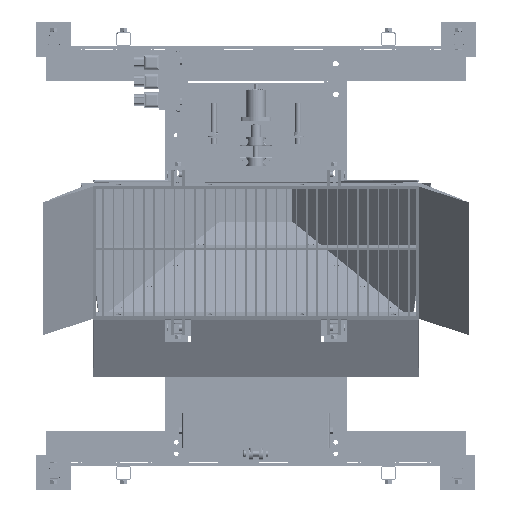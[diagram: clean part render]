
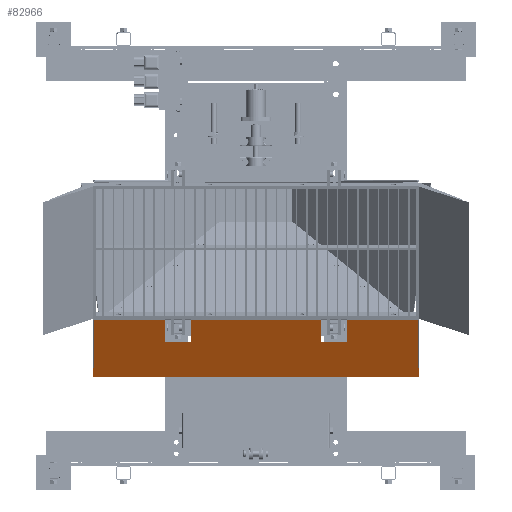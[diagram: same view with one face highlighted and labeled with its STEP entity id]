
A CAD part, top view. The second image highlights one B-rep face of the part: STEP entity #82966.
In plain terms, the highlighted planar face has unit normal (0, -0.481, 0.876).
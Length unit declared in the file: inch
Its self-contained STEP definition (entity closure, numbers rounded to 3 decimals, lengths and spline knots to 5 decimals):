
#29740=VERTEX_POINT('',#136373);
#29741=VERTEX_POINT('',#136374);
#29756=VERTEX_POINT('',#136405);
#29763=VERTEX_POINT('',#136424);
#29765=VERTEX_POINT('',#136428);
#29766=VERTEX_POINT('',#136429);
#29775=VERTEX_POINT('',#136457);
#29779=VERTEX_POINT('',#136466);
#29780=VERTEX_POINT('',#136470);
#29785=VERTEX_POINT('',#136484);
#29786=VERTEX_POINT('',#136486);
#29787=VERTEX_POINT('',#136491);
#36250=VECTOR('',#103881,1.);
#36264=VECTOR('',#103899,1.);
#36269=VECTOR('',#103918,1.);
#36271=VECTOR('',#103925,1.);
#36286=VECTOR('',#103948,1.);
#36287=VECTOR('',#103950,1.);
#36292=VECTOR('',#103956,1.);
#36294=VECTOR('',#103961,1.);
#36296=VECTOR('',#103964,1.);
#36297=VECTOR('',#103965,1.);
#42765=LINE('',#136372,#36250);
#42779=LINE('',#136406,#36264);
#42784=LINE('',#136425,#36269);
#42786=LINE('',#136435,#36271);
#42801=LINE('',#136467,#36286);
#42802=LINE('',#136469,#36287);
#42807=LINE('',#136480,#36292);
#42809=LINE('',#136485,#36294);
#42811=LINE('',#136489,#36296);
#42812=LINE('',#136490,#36297);
#52070=EDGE_CURVE('',#29740,#29741,#42765,.T.);
#52087=EDGE_CURVE('',#29741,#29756,#42779,.T.);
#52098=EDGE_CURVE('',#29763,#29756,#42784,.T.);
#52100=EDGE_CURVE('',#29765,#29766,#42784,.T.);
#52104=EDGE_CURVE('',#29765,#29740,#42786,.T.);
#52123=EDGE_CURVE('',#29775,#29779,#42801,.T.);
#52124=EDGE_CURVE('',#29779,#29780,#42802,.T.);
#52133=EDGE_CURVE('',#29780,#29766,#42807,.T.);
#52136=EDGE_CURVE('',#29785,#29786,#42809,.T.);
#52138=EDGE_CURVE('',#29786,#29763,#42811,.T.);
#52139=EDGE_CURVE('',#29787,#29785,#42812,.T.);
#52140=EDGE_CURVE('',#29775,#29787,#42784,.T.);
#70755=ORIENTED_EDGE('',*,*,#52087,.T.);
#70756=ORIENTED_EDGE('',*,*,#52098,.F.);
#70757=ORIENTED_EDGE('',*,*,#52138,.F.);
#70758=ORIENTED_EDGE('',*,*,#52136,.F.);
#70759=ORIENTED_EDGE('',*,*,#52139,.F.);
#70760=ORIENTED_EDGE('',*,*,#52140,.F.);
#70761=ORIENTED_EDGE('',*,*,#52123,.T.);
#70762=ORIENTED_EDGE('',*,*,#52124,.T.);
#70763=ORIENTED_EDGE('',*,*,#52133,.T.);
#70764=ORIENTED_EDGE('',*,*,#52100,.F.);
#70765=ORIENTED_EDGE('',*,*,#52104,.T.);
#70766=ORIENTED_EDGE('',*,*,#52070,.T.);
#75082=EDGE_LOOP('',(#70755,#70756,#70757,#70758,#70759,#70760,#70761,#70762,
#70763,#70764,#70765,#70766));
#79358=FACE_BOUND('',#75082,.T.);
#82966=ADVANCED_FACE('',(#79358),#138896,.T.);
#88534=AXIS2_PLACEMENT_3D('',#136488,#103963,$);
#103881=DIRECTION('',(-1.,0.,0.));
#103899=DIRECTION('',(0.,0.876,0.481));
#103918=DIRECTION('',(1.,0.,0.));
#103925=DIRECTION('',(0.,-0.876,-0.481));
#103948=DIRECTION('',(0.,-0.876,-0.481));
#103950=DIRECTION('',(-1.,0.,0.));
#103956=DIRECTION('',(0.,0.876,0.481));
#103961=DIRECTION('',(-1.,0.,0.));
#103963=DIRECTION('',(0.,-0.481,0.876));
#103964=DIRECTION('',(0.,0.876,0.481));
#103965=DIRECTION('',(0.,-0.876,-0.481));
#136372=CARTESIAN_POINT('',(-17.00212,-61.28178,163.78114));
#136373=CARTESIAN_POINT('',(-28.28925,-61.28178,163.78114));
#136374=CARTESIAN_POINT('',(-39.71925,-61.28178,163.78114));
#136405=CARTESIAN_POINT('',(-39.71925,-49.85513,170.0577));
#136406=CARTESIAN_POINT('',(-39.71925,-59.32106,164.85815));
#136424=CARTESIAN_POINT('',(-71.12,-49.85513,170.0577));
#136425=CARTESIAN_POINT('',(0.,-49.85513,170.0577));
#136428=CARTESIAN_POINT('',(-28.28925,-49.85513,170.0577));
#136429=CARTESIAN_POINT('',(28.28925,-49.85513,170.0577));
#136435=CARTESIAN_POINT('',(-28.28925,-59.32106,164.85815));
#136457=CARTESIAN_POINT('',(39.71925,-49.85513,170.0577));
#136466=CARTESIAN_POINT('',(39.71925,-61.28178,163.78114));
#136467=CARTESIAN_POINT('',(39.71925,-59.32106,164.85815));
#136469=CARTESIAN_POINT('',(17.00213,-61.28178,163.78114));
#136470=CARTESIAN_POINT('',(28.28925,-61.28178,163.78114));
#136480=CARTESIAN_POINT('',(28.28925,-59.32106,164.85815));
#136484=CARTESIAN_POINT('',(71.12,-76.45343,155.44749));
#136485=CARTESIAN_POINT('',(71.12,-76.45343,155.44749));
#136486=CARTESIAN_POINT('',(-71.12,-76.45343,155.44749));
#136488=CARTESIAN_POINT('',(0.,-63.07366,162.79688));
#136489=CARTESIAN_POINT('',(-71.12,-76.45343,155.44749));
#136490=CARTESIAN_POINT('',(71.12,-49.69388,170.14627));
#136491=CARTESIAN_POINT('',(71.12,-49.85513,170.0577));
#138896=PLANE('',#88534);
